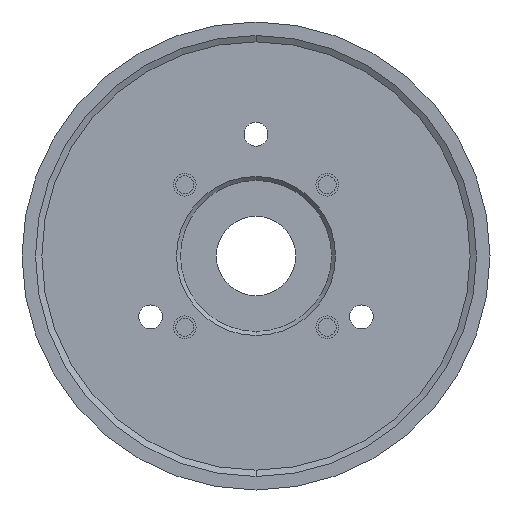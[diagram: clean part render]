
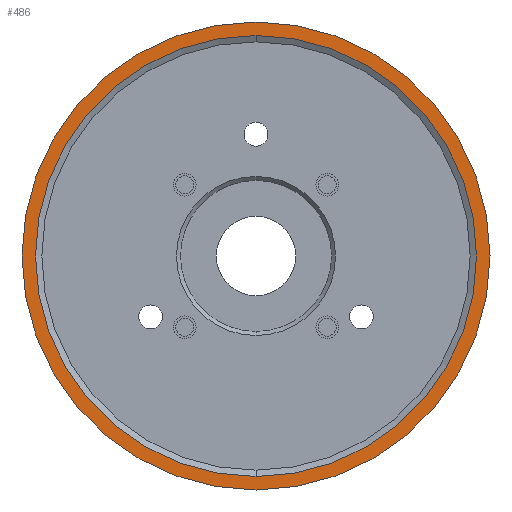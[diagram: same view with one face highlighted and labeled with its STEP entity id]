
A CAD part, front view. The second image highlights one B-rep face of the part: STEP entity #486.
In plain terms, the highlighted planar face has unit normal (0, -1, 0).
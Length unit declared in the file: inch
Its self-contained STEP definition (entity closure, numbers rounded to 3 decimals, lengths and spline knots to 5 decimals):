
#2 = EDGE_CURVE ( 'NONE', #1039, #1322, #1792, .T. ) ;
#136 = ORIENTED_EDGE ( 'NONE', *, *, #1396, .F. ) ;
#258 = DIRECTION ( 'NONE',  ( 0., -1., 0. ) ) ;
#285 = EDGE_CURVE ( 'NONE', #1529, #1439, #1673, .T. ) ;
#332 = CARTESIAN_POINT ( 'NONE',  ( 0., 0., 0. ) ) ;
#359 = DIRECTION ( 'NONE',  ( 0., 0., 1. ) ) ;
#361 = DIRECTION ( 'NONE',  ( 0., 0., 1. ) ) ;
#462 = CIRCLE ( 'NONE', #1311, 1.09449 ) ;
#463 = DIRECTION ( 'NONE',  ( 0., 0., 1. ) ) ;
#486 = ADVANCED_FACE ( 'NONE', ( #1708, #1011 ), #761, .F. ) ;
#497 = DIRECTION ( 'NONE',  ( 0., 1., 0. ) ) ;
#529 = CARTESIAN_POINT ( 'NONE',  ( 0., 0., -1.16142 ) ) ;
#549 = CARTESIAN_POINT ( 'NONE',  ( 0., 0., 0. ) ) ;
#552 = EDGE_LOOP ( 'NONE', ( #815, #1424 ) ) ;
#651 = CARTESIAN_POINT ( 'NONE',  ( 0., 0., 0. ) ) ;
#745 = DIRECTION ( 'NONE',  ( 0., -1., 0. ) ) ;
#749 = CARTESIAN_POINT ( 'NONE',  ( 0., 0., 0. ) ) ;
#761 = PLANE ( 'NONE',  #1094 ) ;
#815 = ORIENTED_EDGE ( 'NONE', *, *, #1458, .F. ) ;
#907 = DIRECTION ( 'NONE',  ( 0., 1., 0. ) ) ;
#1011 = FACE_OUTER_BOUND ( 'NONE', #1630, .T. ) ;
#1036 = CARTESIAN_POINT ( 'NONE',  ( 0., 0., 0. ) ) ;
#1039 = VERTEX_POINT ( 'NONE', #529 ) ;
#1059 = CARTESIAN_POINT ( 'NONE',  ( 0., 0., -1.09449 ) ) ;
#1094 = AXIS2_PLACEMENT_3D ( 'NONE', #651, #497, #359 ) ;
#1195 = DIRECTION ( 'NONE',  ( 0., 0., -1. ) ) ;
#1261 = DIRECTION ( 'NONE',  ( 0., 0., -1. ) ) ;
#1311 = AXIS2_PLACEMENT_3D ( 'NONE', #749, #745, #1195 ) ;
#1322 = VERTEX_POINT ( 'NONE', #1840 ) ;
#1344 = ORIENTED_EDGE ( 'NONE', *, *, #2, .F. ) ;
#1396 = EDGE_CURVE ( 'NONE', #1322, #1039, #1646, .T. ) ;
#1424 = ORIENTED_EDGE ( 'NONE', *, *, #285, .F. ) ;
#1439 = VERTEX_POINT ( 'NONE', #1059 ) ;
#1458 = EDGE_CURVE ( 'NONE', #1439, #1529, #462, .T. ) ;
#1471 = DIRECTION ( 'NONE',  ( 0., 1., 0. ) ) ;
#1520 = CARTESIAN_POINT ( 'NONE',  ( 0., 0., 1.09449 ) ) ;
#1529 = VERTEX_POINT ( 'NONE', #1520 ) ;
#1601 = AXIS2_PLACEMENT_3D ( 'NONE', #549, #258, #1261 ) ;
#1624 = AXIS2_PLACEMENT_3D ( 'NONE', #332, #907, #361 ) ;
#1630 = EDGE_LOOP ( 'NONE', ( #136, #1344 ) ) ;
#1646 = CIRCLE ( 'NONE', #1776, 1.16142 ) ;
#1673 = CIRCLE ( 'NONE', #1601, 1.09449 ) ;
#1708 = FACE_BOUND ( 'NONE', #552, .T. ) ;
#1776 = AXIS2_PLACEMENT_3D ( 'NONE', #1036, #1471, #463 ) ;
#1792 = CIRCLE ( 'NONE', #1624, 1.16142 ) ;
#1840 = CARTESIAN_POINT ( 'NONE',  ( 0., 0., 1.16142 ) ) ;
